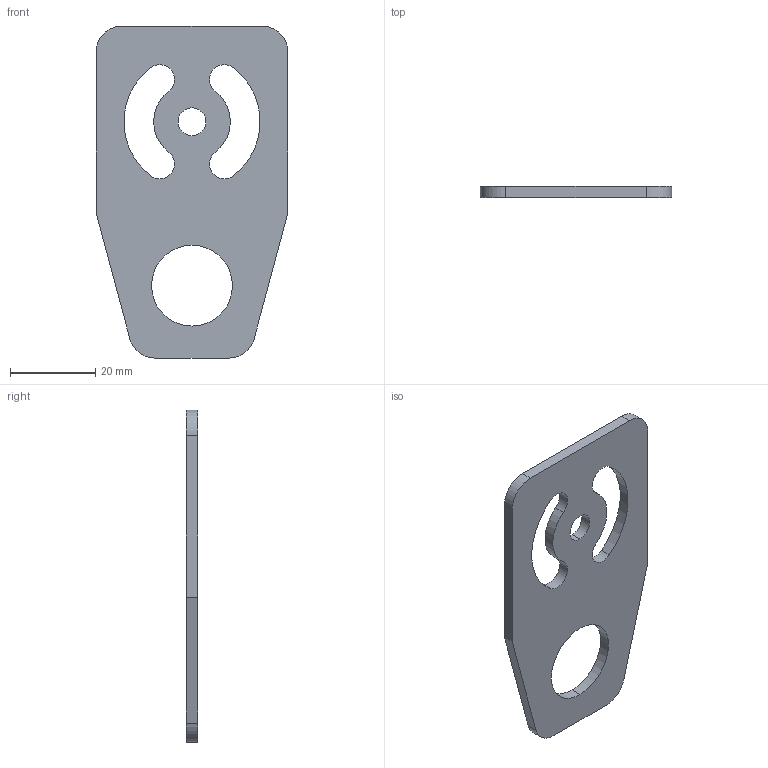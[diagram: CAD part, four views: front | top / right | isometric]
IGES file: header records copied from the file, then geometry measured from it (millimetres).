
Start section:  PTC IGES file: 141783.igs
Global section: file name: 141783.igs; native system: Pro/ENGINEER by Parametric Technology Corporation; preprocessor: 2006170; author: banengservice; organization: Unknown; date: 20080811.091925; units: inch
Bounding box: 45 x 2.6 x 78 mm (x, y, z)
Volume: 6400.1 mm3; surface area: 6067.4 mm2
Topology: 1 solids, 1 shells, 320 faces, 909 edges, 606 vertices
Faces by surface type: bspline 304, revolution 16
